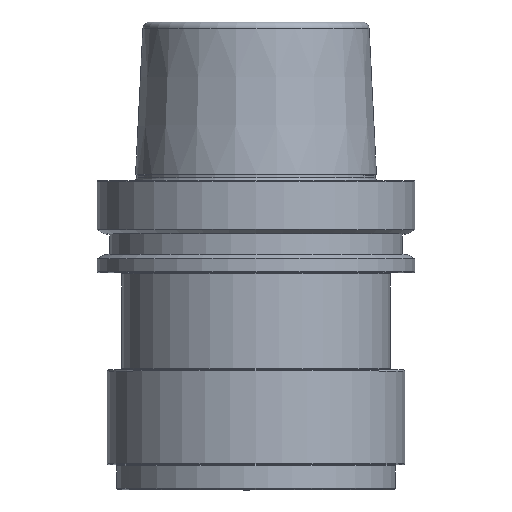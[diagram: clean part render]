
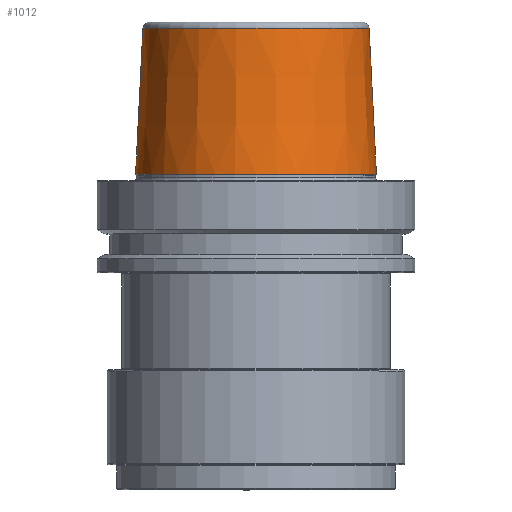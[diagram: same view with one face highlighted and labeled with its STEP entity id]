
A CAD part, top view. The second image highlights one B-rep face of the part: STEP entity #1012.
In plain terms, the highlighted conical face has half-angle 2.863 degrees and reference radius 37.903 mm.
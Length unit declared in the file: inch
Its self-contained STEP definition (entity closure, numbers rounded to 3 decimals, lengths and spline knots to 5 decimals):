
#112 = CARTESIAN_POINT ( 'NONE',  ( 0., 3.5981, 0. ) ) ;
#273 = DIRECTION ( 'NONE',  ( -1., 0., 0. ) ) ;
#296 = EDGE_CURVE ( 'NONE', #2018, #2018, #1345, .T. ) ;
#316 = CARTESIAN_POINT ( 'NONE',  ( 0., 5.40765, 0. ) ) ;
#607 = ORIENTED_EDGE ( 'NONE', *, *, #296, .F. ) ;
#696 = DIRECTION ( 'NONE',  ( 0., -1., 0. ) ) ;
#872 = CIRCLE ( 'NONE', #1532, 1.40175 ) ;
#1012 = ADVANCED_FACE ( 'NONE', ( #2802, #2251 ), #3260, .T. ) ;
#1345 = CIRCLE ( 'NONE', #3072, 1.49225 ) ;
#1532 = AXIS2_PLACEMENT_3D ( 'NONE', #316, #696, #273 ) ;
#1639 = CARTESIAN_POINT ( 'NONE',  ( -1.40175, 5.40765, 0. ) ) ;
#2018 = VERTEX_POINT ( 'NONE', #3109 ) ;
#2069 = DIRECTION ( 'NONE',  ( 0., -1., 0. ) ) ;
#2251 = FACE_OUTER_BOUND ( 'NONE', #3617, .T. ) ;
#2802 = FACE_BOUND ( 'NONE', #4170, .T. ) ;
#3015 = ORIENTED_EDGE ( 'NONE', *, *, #3083, .T. ) ;
#3047 = CARTESIAN_POINT ( 'NONE',  ( 0., 3.5981, 0. ) ) ;
#3072 = AXIS2_PLACEMENT_3D ( 'NONE', #112, #2069, #4022 ) ;
#3083 = EDGE_CURVE ( 'NONE', #4175, #4175, #872, .T. ) ;
#3109 = CARTESIAN_POINT ( 'NONE',  ( 1.49225, 3.5981, 0. ) ) ;
#3260 = CONICAL_SURFACE ( 'NONE', #3784, 1.49225, 0.05 ) ;
#3269 = DIRECTION ( 'NONE',  ( 0., -1., 0. ) ) ;
#3571 = DIRECTION ( 'NONE',  ( 1., 0., 0. ) ) ;
#3617 = EDGE_LOOP ( 'NONE', ( #607 ) ) ;
#3784 = AXIS2_PLACEMENT_3D ( 'NONE', #3047, #3269, #3571 ) ;
#4022 = DIRECTION ( 'NONE',  ( 1., 0., 0. ) ) ;
#4170 = EDGE_LOOP ( 'NONE', ( #3015 ) ) ;
#4175 = VERTEX_POINT ( 'NONE', #1639 ) ;
